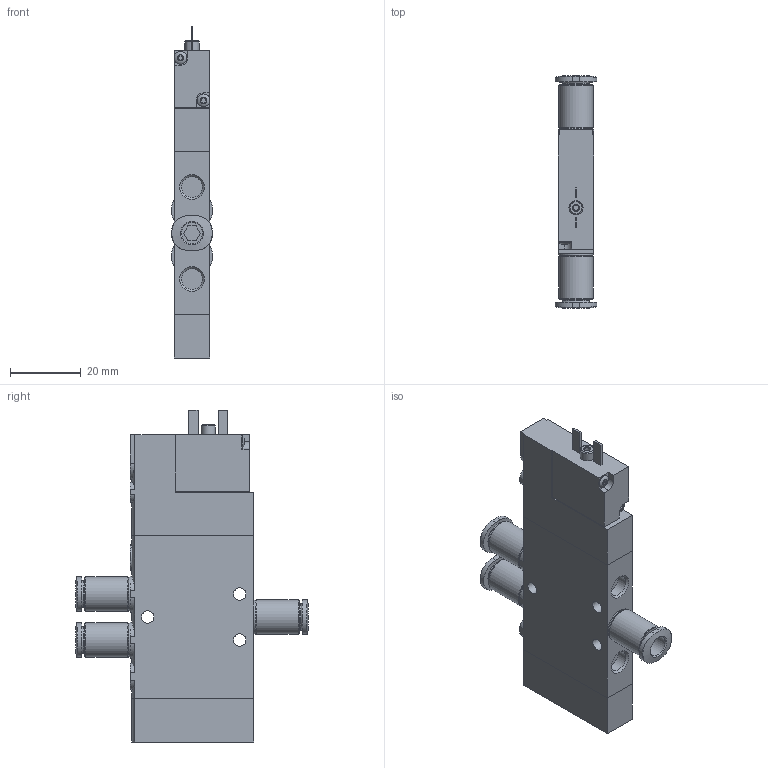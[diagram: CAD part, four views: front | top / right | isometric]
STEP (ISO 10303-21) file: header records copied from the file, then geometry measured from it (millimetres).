
FILE_DESCRIPTION(/* description */ ('STEP AP214'),/* implementation_level */ '2;1');
FILE_NAME(/* name */ '196883_CPE10-M1BH-5L-QS-6',/* time_stamp */ '2024-08-06T16:08:52+02:00',/* author */ ('License CC BY-ND 4.0'),/* organization */ ('CADENAS'),/* preprocessor_version */ 'ST-DEVELOPER v19.3',/* originating_system */ 'PARTsolutions',/* authorisation */ ' ');
FILE_SCHEMA (('AUTOMOTIVE_DESIGN {1 0 10303 214 3 1 1}'));
Length unit declared in the file: millimetre
Products named in the file (5): 196883 CPE10-M1BH-5L-QS-6; CPE10-...-5; 153321 QSM-M7-6-I; CPE10-KMYZ9_M1BH; CPE10-KAPPE_M1H
Assembly tree (6 placements, depth 2):
  196883 CPE10-M1BH-5L-QS-6
    CPE10-...-5
    153321 QSM-M7-6-I  x3
    CPE10-KMYZ9_M1BH
    CPE10-KAPPE_M1H
Bounding box: 11.8 x 65.8 x 93.8 mm (x, y, z)
Volume: 31510.6 mm3; surface area: 14390.9 mm2
Topology: 6 solids, 6 shells, 241 faces, 558 edges, 358 vertices
Faces by surface type: plane 106, cylinder 83, cone 38, torus 14
Full cylindrical faces by diameter (mm): 1.567 x1, 2 x1, 2.459 x3, 3.5 x3, 3.6 x2, 4 x1, 4.55 x1, 5.917 x5, 6 x3, 7 x3, 7.4 x3, 9.6 x9, 9.8 x3
Entity records: 5194 total; most frequent: CARTESIAN_POINT 1010, DIRECTION 795, ORIENTED_EDGE 720, EDGE_CURVE 360, AXIS2_PLACEMENT_3D 307, VERTEX_POINT 256, EDGE_LOOP 246, FACE_BOUND 246
